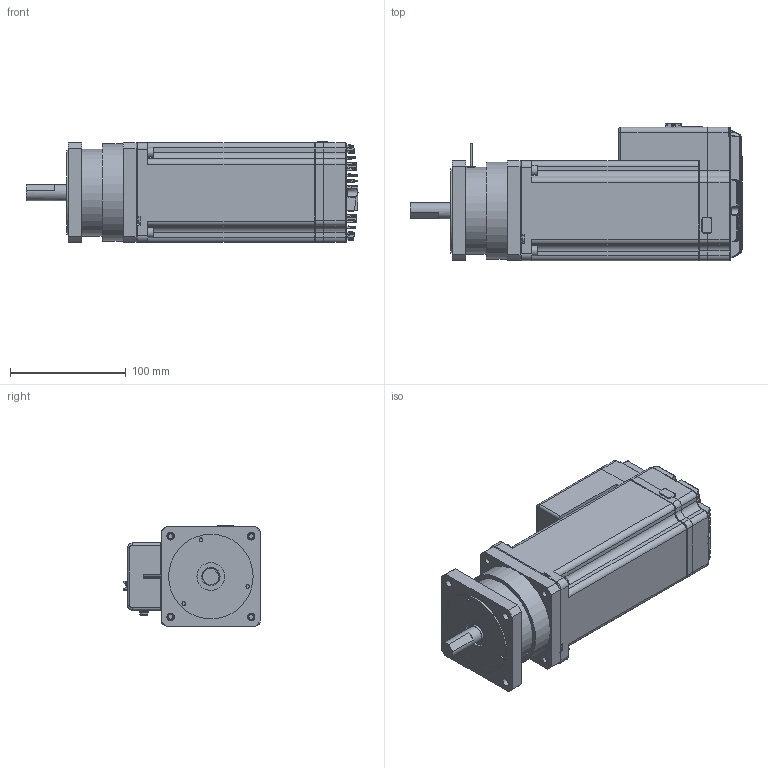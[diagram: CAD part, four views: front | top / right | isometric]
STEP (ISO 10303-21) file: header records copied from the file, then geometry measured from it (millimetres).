
FILE_DESCRIPTION (( 'STEP AP203' ), '1' );
FILE_NAME ('P11A-MO-086-06-R02.STEP', '2021-09-02T07:00:29', ( '' ), ( '' ), 'SwSTEP 2.0', 'SolidWorks 2018', '' );
FILE_SCHEMA (( 'CONFIG_CONTROL_DESIGN' ));
Length unit declared in the file: millimetre
Products named in the file (37): 791091007; 瞪錳薄樓醴喀攪-1; socket head cap screw_ks_KS 1003 - M5 x 16 x 16-N; 20PS-JMCS-G-1B-TF(N); 039012045; M119-EC-086-03-R00; M119-EC-086-02-R03; pan cross head_ks_1_KS 1023 PC- M4 x 6-N; 瞪錳薄樓醴喀攪-5; M119-EC-056-04-R00; 瞪錳薄樓醴喀攪-2; 460150402; 56EC-PCB3-01; 877600816; sams; M117-MO-086-03-R00; 瞪錳薄樓醴喀攪-3; spring lock washer_2_jis_JIS B 1251 No.2 4; M119-EC-042-04-R00; small circular plain washer_jis_JIS B 1256 Small circular 4; 100V470; 09455511103_100183220MOD000B; 86EC-PCB2-01; 86EC-PCB1-02; M119-EC-086-01-R01; P119-MO-086-06-R00; 瞪錳薄樓醴喀攪-4; 5016451220; BXW-05-10-55_3D; 86EC-PCB4-01; 瞪錳蕾樓攪喀攪; pan cross head_ks_KS 1023 PC- M3 x 25-N; pan cross head_ks_KS 1023 PC- M3 x 30-N; 20R-JMCS-G-B-TF(NSA); 877601616; 791091003; P11A-MO-086-06-R02
Assembly tree (46 placements, depth 4):
  P11A-MO-086-06-R02
    BXW-05-10-55_3D
    socket head cap screw_ks_KS 1003 - M5 x 16 x 16-N  x4
    P119-MO-086-06-R00
      M119-EC-086-01-R01
      M119-EC-086-02-R03
      100V470  x2
      pan cross head_ks_KS 1023 PC- M3 x 25-N  x2
      pan cross head_ks_KS 1023 PC- M3 x 30-N  x3
      M119-EC-042-04-R00
      瞪錳蕾樓攪喀攪
        瞪錳薄樓醴喀攪-1
        瞪錳薄樓醴喀攪-2
        瞪錳薄樓醴喀攪-3
        瞪錳薄樓醴喀攪-4
        瞪錳薄樓醴喀攪-5
      09455511103_100183220MOD000B  x2
      5016451220
      86EC-PCB4-01
      56EC-PCB3-01
      86EC-PCB1-02
      86EC-PCB2-01
      20PS-JMCS-G-1B-TF(N)
      20R-JMCS-G-B-TF(NSA)
      791091003  x2
      877600816  x2
      039012045
      460150402
      791091007
      877601616
      M119-EC-086-03-R00
      M117-MO-086-03-R00
    sams
      small circular plain washer_jis_JIS B 1256 Small circular 4
      spring lock washer_2_jis_JIS B 1251 No.2 4
      pan cross head_ks_1_KS 1023 PC- M4 x 6-N
    M119-EC-056-04-R00
Bounding box: 286.6 x 118.6 x 87 mm (x, y, z)
Volume: 1517548.6 mm3; surface area: 315531.1 mm2
Topology: 54 solids, 54 shells, 6766 faces, 18041 edges, 11493 vertices
Faces by surface type: plane 5083, cylinder 1219, bspline 246, cone 92, torus 84, sphere 42
Full cylindrical faces by diameter (mm): 0.4 x2, 0.5 x2, 1 x1, 1.58 x2, 2.5 x12, 3 x7, 3.3 x12, 3.4 x10, 3.5 x3, 4 x15, 4.3 x1, 4.5 x15, 5 x8, 5.5 x6, 6.35 x1, 6.5 x8, 7 x12, 7.5 x1, 8 x4, 8.5 x4, 14 x3, 15 x3, 16 x2, 18 x2, 20 x1, 24 x1, 28 x5, 30.5 x1, 36 x1, 52 x1
Entity records: 177466 total; most frequent: CARTESIAN_POINT 39863, ORIENTED_EDGE 28382, DIRECTION 26152, EDGE_CURVE 14191, LINE 11304, VECTOR 11304, VERTEX_POINT 9160, AXIS2_PLACEMENT_3D 7424
